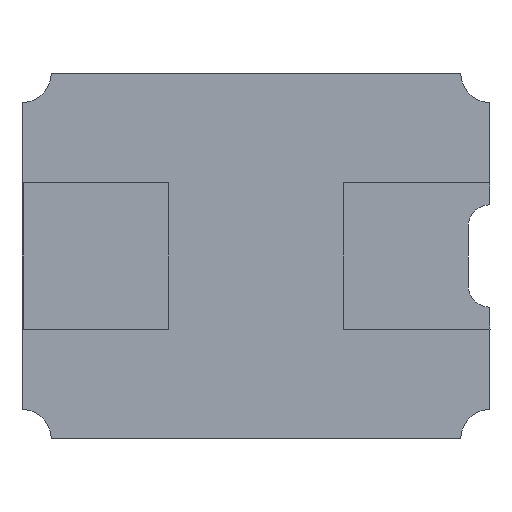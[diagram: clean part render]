
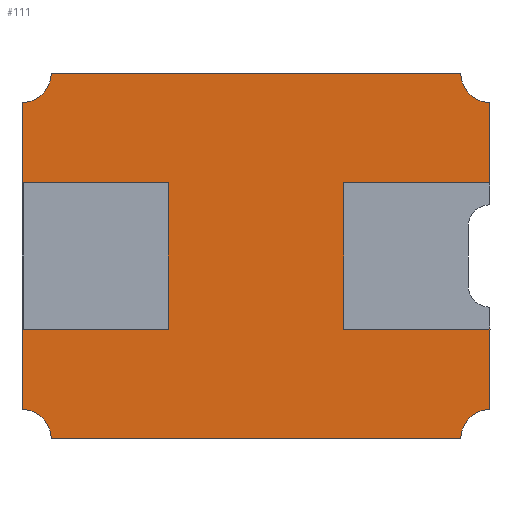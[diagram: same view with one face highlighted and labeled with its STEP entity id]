
A CAD part, front view. The second image highlights one B-rep face of the part: STEP entity #111.
In plain terms, the highlighted planar face has unit normal (0, -1, 0).
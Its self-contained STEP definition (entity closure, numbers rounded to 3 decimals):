
#22 = VECTOR ( 'NONE', #1661, 1000. ) ;
#24 = ORIENTED_EDGE ( 'NONE', *, *, #272, .F. ) ;
#39 = EDGE_CURVE ( 'NONE', #629, #1716, #557, .T. ) ;
#40 = DIRECTION ( 'NONE',  ( 0., 0., 1. ) ) ;
#69 = VERTEX_POINT ( 'NONE', #1441 ) ;
#88 = DIRECTION ( 'NONE',  ( 0., -1., 0. ) ) ;
#90 = CARTESIAN_POINT ( 'NONE',  ( 1.6, 0., 1.05 ) ) ;
#100 = LINE ( 'NONE', #680, #695 ) ;
#104 = VECTOR ( 'NONE', #900, 1000. ) ;
#110 = CARTESIAN_POINT ( 'NONE',  ( -1.6, 0., -0.5 ) ) ;
#111 = ADVANCED_FACE ( 'NONE', ( #1184 ), #1607, .T. ) ;
#143 = CARTESIAN_POINT ( 'NONE',  ( 1.6, 0., -1.25 ) ) ;
#147 = CARTESIAN_POINT ( 'NONE',  ( -1.4, 0., -1.25 ) ) ;
#161 = ORIENTED_EDGE ( 'NONE', *, *, #1202, .F. ) ;
#180 = VERTEX_POINT ( 'NONE', #1626 ) ;
#205 = AXIS2_PLACEMENT_3D ( 'NONE', #260, #1632, #966 ) ;
#216 = EDGE_CURVE ( 'NONE', #1396, #473, #1106, .T. ) ;
#222 = DIRECTION ( 'NONE',  ( 0., -1., 0. ) ) ;
#232 = LINE ( 'NONE', #329, #1185 ) ;
#233 = CARTESIAN_POINT ( 'NONE',  ( 1.6, 0., 0.5 ) ) ;
#236 = CIRCLE ( 'NONE', #715, 0.2 ) ;
#246 = DIRECTION ( 'NONE',  ( 1., 0., 0. ) ) ;
#252 = ORIENTED_EDGE ( 'NONE', *, *, #1325, .F. ) ;
#260 = CARTESIAN_POINT ( 'NONE',  ( -1.6, 0., 1.25 ) ) ;
#272 = EDGE_CURVE ( 'NONE', #1303, #578, #793, .T. ) ;
#290 = CARTESIAN_POINT ( 'NONE',  ( -1.6, 0., -1.05 ) ) ;
#292 = EDGE_CURVE ( 'NONE', #1572, #1461, #478, .T. ) ;
#307 = ORIENTED_EDGE ( 'NONE', *, *, #1284, .F. ) ;
#311 = VERTEX_POINT ( 'NONE', #835 ) ;
#329 = CARTESIAN_POINT ( 'NONE',  ( -0.6, 0., 0.5 ) ) ;
#330 = CARTESIAN_POINT ( 'NONE',  ( 1.6, 0., 0.5 ) ) ;
#337 = DIRECTION ( 'NONE',  ( 0., -1., 0. ) ) ;
#355 = VERTEX_POINT ( 'NONE', #290 ) ;
#408 = CARTESIAN_POINT ( 'NONE',  ( -0.6, 0., -0.5 ) ) ;
#439 = ORIENTED_EDGE ( 'NONE', *, *, #1639, .F. ) ;
#445 = EDGE_LOOP ( 'NONE', ( #1110, #439, #252, #1120, #161, #970, #1009, #1638, #1564, #1415, #1445, #24, #574, #307, #1657, #1254 ) ) ;
#473 = VERTEX_POINT ( 'NONE', #1439 ) ;
#478 = CIRCLE ( 'NONE', #205, 0.2 ) ;
#490 = DIRECTION ( 'NONE',  ( 0., 0., -1. ) ) ;
#500 = EDGE_CURVE ( 'NONE', #69, #1303, #1300, .T. ) ;
#513 = CARTESIAN_POINT ( 'NONE',  ( -1.6, 0., -1.25 ) ) ;
#541 = VECTOR ( 'NONE', #643, 1000. ) ;
#543 = LINE ( 'NONE', #1113, #22 ) ;
#557 = LINE ( 'NONE', #631, #541 ) ;
#567 = DIRECTION ( 'NONE',  ( 0., -1., 0. ) ) ;
#574 = ORIENTED_EDGE ( 'NONE', *, *, #500, .F. ) ;
#578 = VERTEX_POINT ( 'NONE', #233 ) ;
#602 = CARTESIAN_POINT ( 'NONE',  ( 1.4, 0., -1.25 ) ) ;
#603 = DIRECTION ( 'NONE',  ( 0., 0., 1. ) ) ;
#609 = VECTOR ( 'NONE', #246, 1000. ) ;
#615 = VECTOR ( 'NONE', #1775, 1000. ) ;
#629 = VERTEX_POINT ( 'NONE', #602 ) ;
#631 = CARTESIAN_POINT ( 'NONE',  ( -1.6, 0., -1.25 ) ) ;
#643 = DIRECTION ( 'NONE',  ( -1., 0., 0. ) ) ;
#664 = DIRECTION ( 'NONE',  ( 0., 0., -1. ) ) ;
#680 = CARTESIAN_POINT ( 'NONE',  ( 1.6, 0., 1.25 ) ) ;
#686 = EDGE_CURVE ( 'NONE', #578, #1396, #759, .T. ) ;
#695 = VECTOR ( 'NONE', #1235, 1000. ) ;
#715 = AXIS2_PLACEMENT_3D ( 'NONE', #513, #222, #490 ) ;
#759 = LINE ( 'NONE', #330, #104 ) ;
#761 = CARTESIAN_POINT ( 'NONE',  ( -1.6, 0., 1.25 ) ) ;
#792 = CARTESIAN_POINT ( 'NONE',  ( 0., 0., 0. ) ) ;
#793 = LINE ( 'NONE', #1644, #615 ) ;
#804 = CARTESIAN_POINT ( 'NONE',  ( 0.6, 0., 0.5 ) ) ;
#807 = CARTESIAN_POINT ( 'NONE',  ( 0.6, 0., 0.5 ) ) ;
#835 = CARTESIAN_POINT ( 'NONE',  ( 1.6, 0., -0.5 ) ) ;
#845 = DIRECTION ( 'NONE',  ( 0., 0., -1. ) ) ;
#872 = VECTOR ( 'NONE', #664, 1000. ) ;
#888 = VECTOR ( 'NONE', #603, 1000. ) ;
#900 = DIRECTION ( 'NONE',  ( -1., 0., 0. ) ) ;
#941 = VERTEX_POINT ( 'NONE', #1221 ) ;
#966 = DIRECTION ( 'NONE',  ( 0., 0., -1. ) ) ;
#970 = ORIENTED_EDGE ( 'NONE', *, *, #39, .F. ) ;
#978 = VECTOR ( 'NONE', #1089, 1000. ) ;
#987 = CARTESIAN_POINT ( 'NONE',  ( -1.4, 0., 1.25 ) ) ;
#989 = AXIS2_PLACEMENT_3D ( 'NONE', #1283, #337, #1563 ) ;
#1002 = LINE ( 'NONE', #761, #1739 ) ;
#1005 = AXIS2_PLACEMENT_3D ( 'NONE', #143, #567, #845 ) ;
#1009 = ORIENTED_EDGE ( 'NONE', *, *, #1010, .F. ) ;
#1010 = EDGE_CURVE ( 'NONE', #1486, #629, #1373, .T. ) ;
#1011 = CARTESIAN_POINT ( 'NONE',  ( 1.6, 0., -0.5 ) ) ;
#1058 = LINE ( 'NONE', #110, #978 ) ;
#1073 = EDGE_CURVE ( 'NONE', #355, #1699, #1257, .T. ) ;
#1089 = DIRECTION ( 'NONE',  ( 1., 0., 0. ) ) ;
#1106 = LINE ( 'NONE', #807, #872 ) ;
#1110 = ORIENTED_EDGE ( 'NONE', *, *, #1647, .F. ) ;
#1113 = CARTESIAN_POINT ( 'NONE',  ( -1.6, 0., 0.5 ) ) ;
#1120 = ORIENTED_EDGE ( 'NONE', *, *, #1073, .F. ) ;
#1129 = CARTESIAN_POINT ( 'NONE',  ( -1.6, 0., 1.05 ) ) ;
#1165 = EDGE_CURVE ( 'NONE', #941, #1572, #1002, .T. ) ;
#1184 = FACE_OUTER_BOUND ( 'NONE', #445, .T. ) ;
#1185 = VECTOR ( 'NONE', #40, 1000. ) ;
#1198 = DIRECTION ( 'NONE',  ( 0., 0., -1. ) ) ;
#1202 = EDGE_CURVE ( 'NONE', #1716, #355, #236, .T. ) ;
#1210 = CARTESIAN_POINT ( 'NONE',  ( -1.6, 0., 1.25 ) ) ;
#1217 = LINE ( 'NONE', #1011, #1302 ) ;
#1221 = CARTESIAN_POINT ( 'NONE',  ( -1.6, 0., 0.5 ) ) ;
#1235 = DIRECTION ( 'NONE',  ( 0., 0., -1. ) ) ;
#1254 = ORIENTED_EDGE ( 'NONE', *, *, #1165, .F. ) ;
#1257 = LINE ( 'NONE', #1590, #888 ) ;
#1260 = CARTESIAN_POINT ( 'NONE',  ( -1.6, 0., -0.5 ) ) ;
#1278 = EDGE_CURVE ( 'NONE', #311, #1486, #100, .T. ) ;
#1283 = CARTESIAN_POINT ( 'NONE',  ( 1.6, 0., 1.25 ) ) ;
#1284 = EDGE_CURVE ( 'NONE', #1461, #69, #1346, .T. ) ;
#1290 = DIRECTION ( 'NONE',  ( 1., 0., 0. ) ) ;
#1300 = CIRCLE ( 'NONE', #989, 0.2 ) ;
#1302 = VECTOR ( 'NONE', #1290, 1000. ) ;
#1303 = VERTEX_POINT ( 'NONE', #90 ) ;
#1325 = EDGE_CURVE ( 'NONE', #1699, #1434, #1058, .T. ) ;
#1345 = DIRECTION ( 'NONE',  ( 0., 0., 1. ) ) ;
#1346 = LINE ( 'NONE', #1210, #609 ) ;
#1362 = AXIS2_PLACEMENT_3D ( 'NONE', #792, #88, #1198 ) ;
#1373 = CIRCLE ( 'NONE', #1005, 0.2 ) ;
#1396 = VERTEX_POINT ( 'NONE', #804 ) ;
#1397 = CARTESIAN_POINT ( 'NONE',  ( 1.6, 0., -1.05 ) ) ;
#1415 = ORIENTED_EDGE ( 'NONE', *, *, #216, .F. ) ;
#1434 = VERTEX_POINT ( 'NONE', #408 ) ;
#1439 = CARTESIAN_POINT ( 'NONE',  ( 0.6, 0., -0.5 ) ) ;
#1441 = CARTESIAN_POINT ( 'NONE',  ( 1.4, 0., 1.25 ) ) ;
#1445 = ORIENTED_EDGE ( 'NONE', *, *, #686, .F. ) ;
#1461 = VERTEX_POINT ( 'NONE', #987 ) ;
#1486 = VERTEX_POINT ( 'NONE', #1397 ) ;
#1546 = EDGE_CURVE ( 'NONE', #473, #311, #1217, .T. ) ;
#1563 = DIRECTION ( 'NONE',  ( 0., 0., -1. ) ) ;
#1564 = ORIENTED_EDGE ( 'NONE', *, *, #1546, .F. ) ;
#1572 = VERTEX_POINT ( 'NONE', #1129 ) ;
#1590 = CARTESIAN_POINT ( 'NONE',  ( -1.6, 0., 1.25 ) ) ;
#1607 = PLANE ( 'NONE',  #1362 ) ;
#1626 = CARTESIAN_POINT ( 'NONE',  ( -0.6, 0., 0.5 ) ) ;
#1632 = DIRECTION ( 'NONE',  ( 0., -1., 0. ) ) ;
#1638 = ORIENTED_EDGE ( 'NONE', *, *, #1278, .F. ) ;
#1639 = EDGE_CURVE ( 'NONE', #1434, #180, #232, .T. ) ;
#1644 = CARTESIAN_POINT ( 'NONE',  ( 1.6, 0., 1.25 ) ) ;
#1647 = EDGE_CURVE ( 'NONE', #180, #941, #543, .T. ) ;
#1657 = ORIENTED_EDGE ( 'NONE', *, *, #292, .F. ) ;
#1661 = DIRECTION ( 'NONE',  ( -1., 0., 0. ) ) ;
#1699 = VERTEX_POINT ( 'NONE', #1260 ) ;
#1716 = VERTEX_POINT ( 'NONE', #147 ) ;
#1739 = VECTOR ( 'NONE', #1345, 1000. ) ;
#1775 = DIRECTION ( 'NONE',  ( 0., 0., -1. ) ) ;
